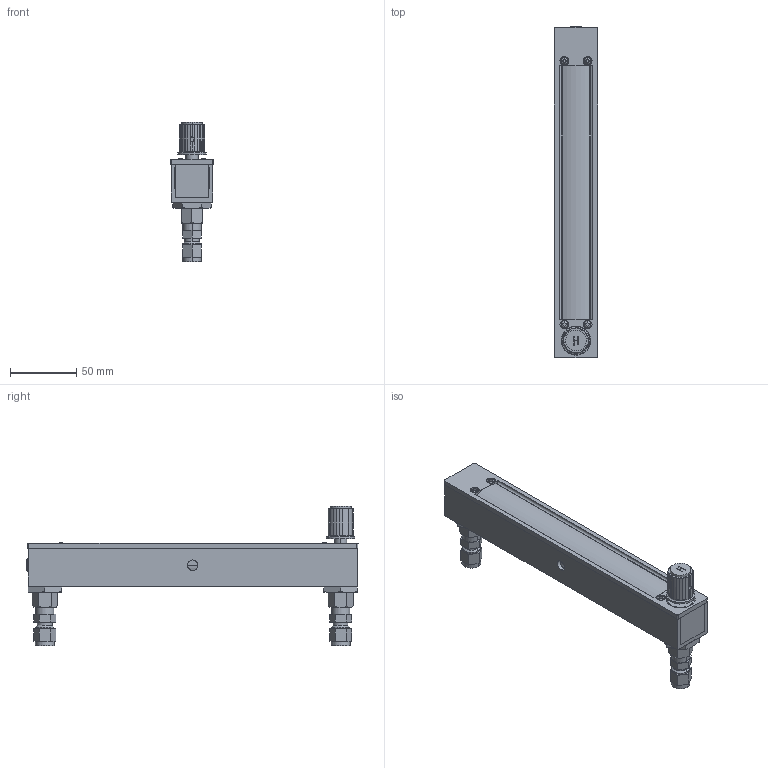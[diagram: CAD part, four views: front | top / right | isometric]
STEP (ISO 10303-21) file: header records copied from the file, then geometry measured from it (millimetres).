
FILE_DESCRIPTION (( 'STEP AP203' ), '1' );
FILE_NAME ('1355G-1-T-1-A.STEP', '2017-04-12T19:49:40', ( 'mrutkowski' ), ( 'Hewlett-Packard Company' ), 'SwSTEP 2.0', 'SolidWorks 2014', '' );
FILE_SCHEMA (( 'CONFIG_CONTROL_DESIGN' ));
Length unit declared in the file: inch
Products named in the file (1): 1355G-1-T-1-A
Bounding box: 32.54 x 251.16 x 105.85 mm (x, y, z)
Surface area: 75130.2 mm2 (no closed solid volume)
Topology: 0 solids, 25 shells, 373 faces, 1152 edges, 795 vertices
Faces by surface type: plane 226, cylinder 80, cone 57, bspline 8, torus 2
Entity records: 13517 total; most frequent: CARTESIAN_POINT 3491, ORIENTED_EDGE 1980, DIRECTION 1966, EDGE_CURVE 1152, VERTEX_POINT 795, AXIS2_PLACEMENT_3D 664, LINE 638, VECTOR 638
